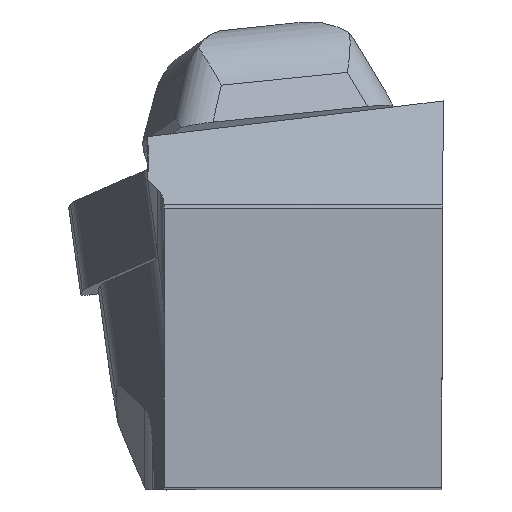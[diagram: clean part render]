
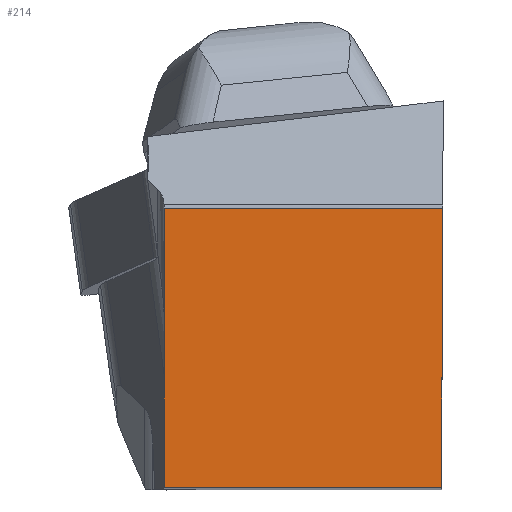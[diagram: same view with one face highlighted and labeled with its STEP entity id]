
A CAD part, top view. The second image highlights one B-rep face of the part: STEP entity #214.
In plain terms, the highlighted planar face has unit normal (0, 0, 1).
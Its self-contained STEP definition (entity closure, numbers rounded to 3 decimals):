
#214=ADVANCED_FACE('CU_BACK_SU1',(#359),#290,.F.);
#290=PLANE('',#1912);
#359=FACE_OUTER_BOUND('',#449,.T.);
#449=EDGE_LOOP('',(#755,#756,#757,#758));
#755=ORIENTED_EDGE('',*,*,#1286,.T.);
#756=ORIENTED_EDGE('',*,*,#1302,.T.);
#757=ORIENTED_EDGE('',*,*,#1326,.T.);
#758=ORIENTED_EDGE('',*,*,#1327,.F.);
#1101=VERTEX_POINT('',#2779);
#1102=VERTEX_POINT('',#2781);
#1114=VERTEX_POINT('',#2809);
#1127=VERTEX_POINT('',#2858);
#1286=EDGE_CURVE('',#1102,#1101,#1497,.T.);
#1302=EDGE_CURVE('',#1101,#1114,#1508,.T.);
#1326=EDGE_CURVE('',#1114,#1127,#1523,.T.);
#1327=EDGE_CURVE('',#1102,#1127,#1524,.T.);
#1497=LINE('',#2780,#1660);
#1508=LINE('',#2810,#1671);
#1523=LINE('',#2857,#1686);
#1524=LINE('',#2859,#1687);
#1660=VECTOR('',#2189,1.);
#1671=VECTOR('',#2212,1.);
#1686=VECTOR('',#2259,1.);
#1687=VECTOR('',#2260,1.);
#1912=AXIS2_PLACEMENT_3D('',#2860,#2261,#2262);
#2189=DIRECTION('',(1.,0.,0.));
#2212=DIRECTION('',(0.004,1.,0.));
#2259=DIRECTION('',(-1.,0.,0.));
#2260=DIRECTION('',(0.,1.,0.));
#2261=DIRECTION('',(0.,0.,-1.));
#2262=DIRECTION('',(0.,-1.,0.));
#2779=CARTESIAN_POINT('',(-0.083,0.,0.));
#2780=CARTESIAN_POINT('',(17.446,0.,0.));
#2781=CARTESIAN_POINT('',(-18.923,0.,0.));
#2809=CARTESIAN_POINT('',(0.,18.923,0.));
#2810=CARTESIAN_POINT('',(0.066,33.999,0.));
#2857=CARTESIAN_POINT('',(17.446,18.923,0.));
#2858=CARTESIAN_POINT('',(-18.923,18.923,0.));
#2859=CARTESIAN_POINT('',(-18.923,33.923,0.));
#2860=CARTESIAN_POINT('',(17.446,33.923,0.));
